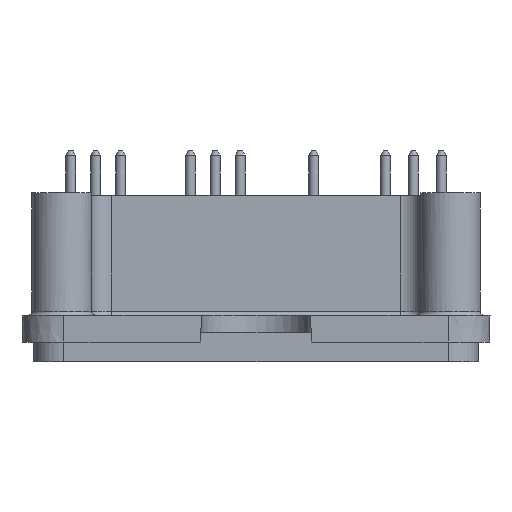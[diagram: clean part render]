
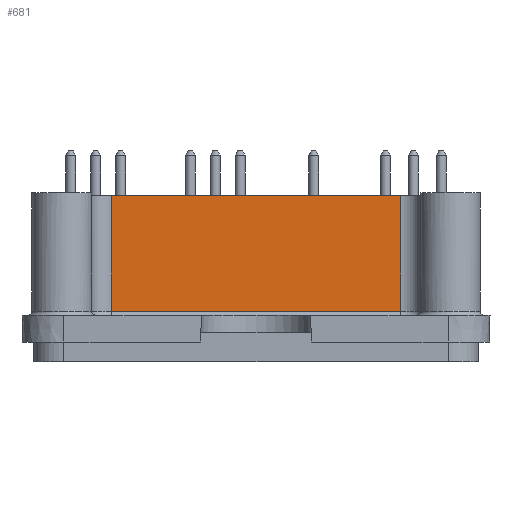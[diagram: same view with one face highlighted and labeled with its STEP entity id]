
A CAD part, left-side view. The second image highlights one B-rep face of the part: STEP entity #681.
In plain terms, the highlighted planar face has unit normal (-1, 0, 0).
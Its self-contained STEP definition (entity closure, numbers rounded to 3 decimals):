
#681 = ADVANCED_FACE( '', ( #1627 ), #1628, .F. );
#1627 = FACE_OUTER_BOUND( '', #2758, .T. );
#1628 = PLANE( '', #2759 );
#2758 = EDGE_LOOP( '', ( #4574, #4575, #4576, #4577 ) );
#2759 = AXIS2_PLACEMENT_3D( '', #4578, #4579, #4580 );
#4574 = ORIENTED_EDGE( '', *, *, #6113, .T. );
#4575 = ORIENTED_EDGE( '', *, *, #6114, .T. );
#4576 = ORIENTED_EDGE( '', *, *, #6115, .F. );
#4577 = ORIENTED_EDGE( '', *, *, #5621, .F. );
#4578 = CARTESIAN_POINT( '', ( -39.5, 22.5, 64.83 ) );
#4579 = DIRECTION( '', ( 1., 0., 0. ) );
#4580 = DIRECTION( '', ( 0., 1., 0. ) );
#5621 = EDGE_CURVE( '', #6540, #6542, #6543, .T. );
#6113 = EDGE_CURVE( '', #6540, #6588, #7306, .T. );
#6114 = EDGE_CURVE( '', #6588, #6322, #7307, .T. );
#6115 = EDGE_CURVE( '', #6542, #6322, #7308, .T. );
#6322 = VERTEX_POINT( '', #7545 );
#6540 = VERTEX_POINT( '', #7808 );
#6542 = VERTEX_POINT( '', #7810 );
#6543 = LINE( '', #7811, #7812 );
#6588 = VERTEX_POINT( '', #7868 );
#7306 = LINE( '', #8738, #8739 );
#7307 = LINE( '', #8740, #8741 );
#7308 = LINE( '', #8742, #8743 );
#7545 = CARTESIAN_POINT( '', ( -39.5, -14.525, 5.1 ) );
#7808 = CARTESIAN_POINT( '', ( -39.5, 14.525, 16.7 ) );
#7810 = CARTESIAN_POINT( '', ( -39.5, -14.525, 16.7 ) );
#7811 = CARTESIAN_POINT( '', ( -39.5, 22.5, 16.7 ) );
#7812 = VECTOR( '', #9209, 1000. );
#7868 = CARTESIAN_POINT( '', ( -39.5, 14.525, 5.1 ) );
#8738 = CARTESIAN_POINT( '', ( -39.5, 14.525, 64.83 ) );
#8739 = VECTOR( '', #9925, 1000. );
#8740 = CARTESIAN_POINT( '', ( -39.5, 22.5, 5.1 ) );
#8741 = VECTOR( '', #9926, 1000. );
#8742 = CARTESIAN_POINT( '', ( -39.5, -14.525, 64.83 ) );
#8743 = VECTOR( '', #9927, 1000. );
#9209 = DIRECTION( '', ( 0., -1., 0. ) );
#9925 = DIRECTION( '', ( 0., 0., -1. ) );
#9926 = DIRECTION( '', ( 0., -1., 0. ) );
#9927 = DIRECTION( '', ( 0., 0., -1. ) );
